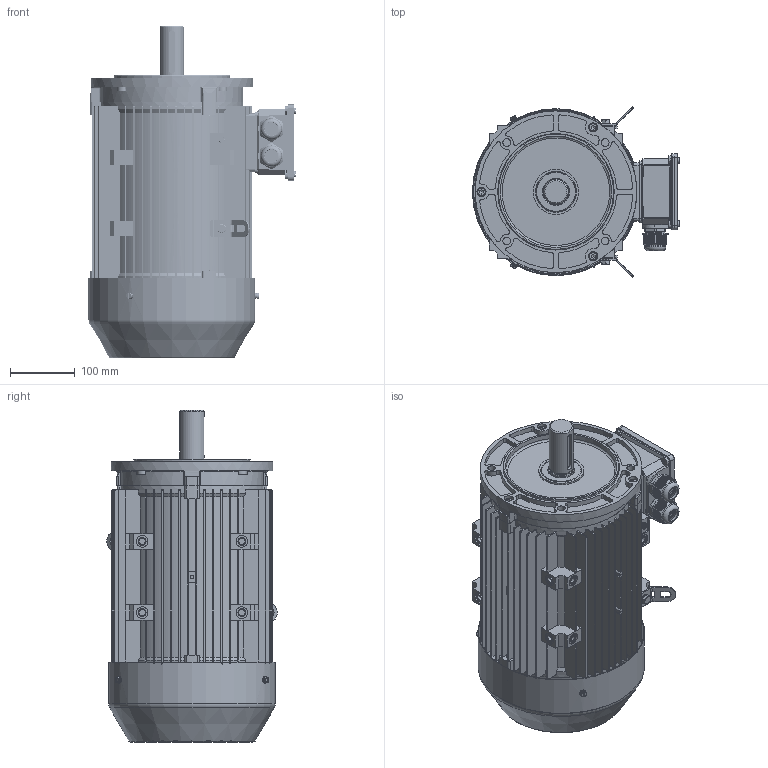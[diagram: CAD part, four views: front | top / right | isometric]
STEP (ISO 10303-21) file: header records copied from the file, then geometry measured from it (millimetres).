
FILE_DESCRIPTION(/* description */ (''),/* implementation_level */ '2;1');
FILE_NAME(/* name */ 'JL-132M-B14B.stp',/* time_stamp */ '2018-12-30T15:01:34+08:00',/* author */ (''),/* organization */ (''),/* preprocessor_version */ 'ST-DEVELOPER v16.7',/* originating_system */ 'SIEMENS PLM Software NX 12.0',/* authorisation */ '');
FILE_SCHEMA (('AP203_CONFIGURATION_CONTROLLED_3D_DESIGN_OF_MECHANICAL_PARTS_AND_ASSEMBLIES_MIM_LF { 1 0 10303 403 2 1 2}'));
Products named in the file (1): JL-132M-B14B
Bounding box: 320 x 263.33 x 513 mm (x, y, z)
Volume: 3634082.1 mm3; surface area: 1810289.1 mm2
Topology: 47 solids, 47 shells, 4989 faces, 14206 edges, 9432 vertices
Faces by surface type: plane 2946, cylinder 1629, torus 190, cone 182, bspline 36, sphere 6
Full cylindrical faces by diameter (mm): 2 x4, 4.48 x8, 4.8 x10, 5 x32, 5.3 x4, 5.8 x14, 6 x1, 7.188 x3, 8 x15, 8.58 x2, 9.1 x3, 10 x22, 11 x2, 12 x16, 13 x3, 14 x3, 14.785 x2, 16 x4, 18 x12, 20.9 x2, 24.7 x4, 26 x2, 29.45 x12, 30 x10, 30.4 x12, 31.35 x12, 32 x12, 32.3 x12, 32.775 x2, 37 x1
Entity records: 174076 total; most frequent: CARTESIAN_POINT 47360, ORIENTED_EDGE 26932, DIRECTION 24972, EDGE_CURVE 13466, VERTEX_POINT 9117, AXIS2_PLACEMENT_3D 8515, LINE 7942, VECTOR 7942
